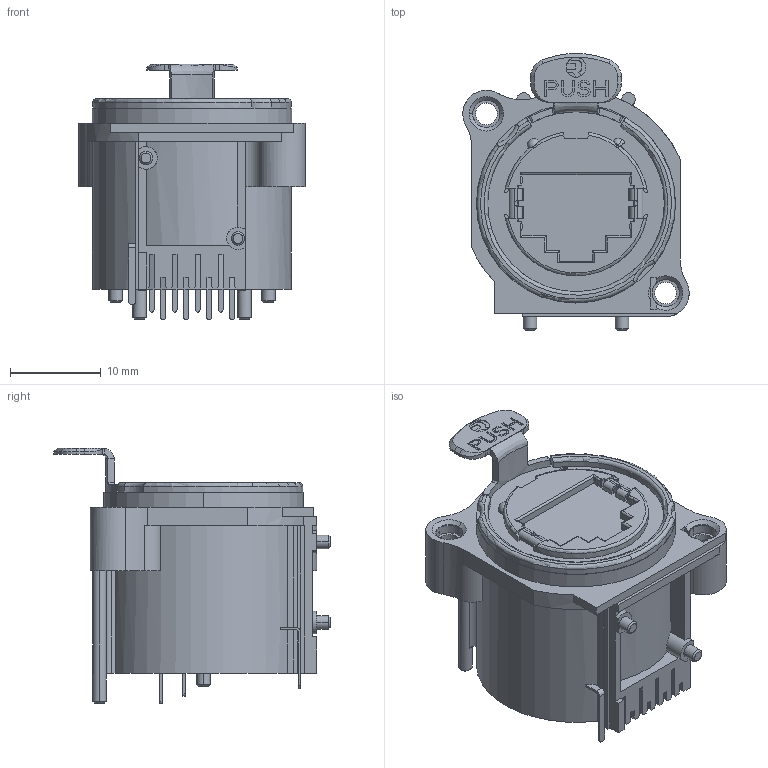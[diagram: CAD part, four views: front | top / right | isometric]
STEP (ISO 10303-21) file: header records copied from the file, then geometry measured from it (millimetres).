
FILE_DESCRIPTION((''),'2;1');
FILE_NAME('RRE8F-A-001_SW0001','2024-04-28T16:34:41',('zhj'),(''),'CREO PARAMETRIC BY PTC INC, 2021184','CREO PARAMETRIC BY PTC INC, 2021184','');
FILE_SCHEMA(('CONFIG_CONTROL_DESIGN'));
Length unit declared in the file: millimetre
Products named in the file (1): RRE8F-A-001_SW0001
Bounding box: 25 x 30.54 x 28.26 mm (x, y, z)
Volume: 8711.5 mm3; surface area: 3803.2 mm2
Topology: 1 solids, 2 shells, 648 faces, 1821 edges, 1194 vertices
Faces by surface type: plane 442, cylinder 134, cone 31, torus 20, bspline 10, extrusion 8, sphere 3
Entity records: 22166 total; most frequent: CARTESIAN_POINT 5452, ORIENTED_EDGE 3632, DIRECTION 3265, EDGE_CURVE 1816, VECTOR 1257, LINE 1249, VERTEX_POINT 1194, AXIS2_PLACEMENT_3D 1004
